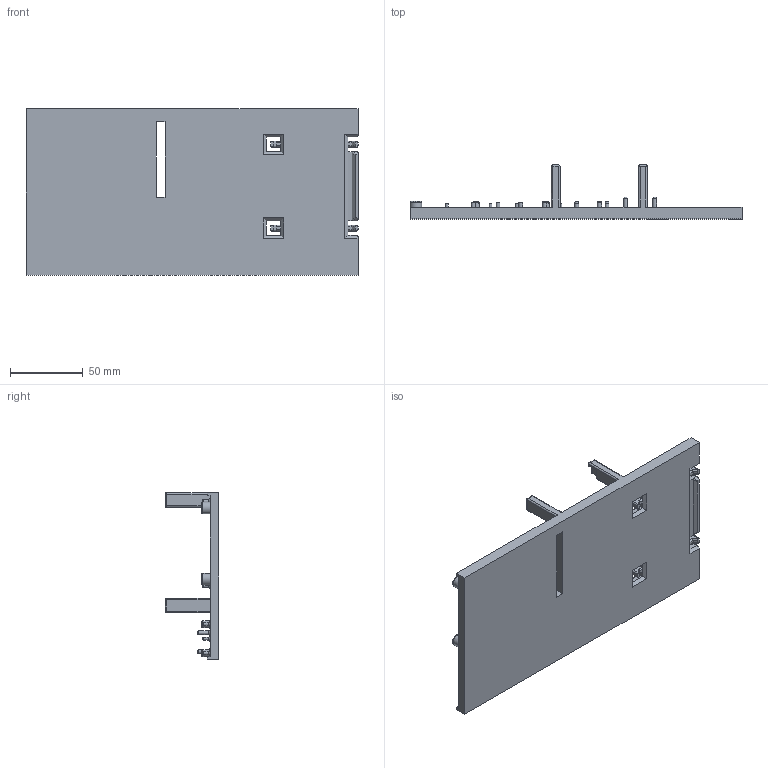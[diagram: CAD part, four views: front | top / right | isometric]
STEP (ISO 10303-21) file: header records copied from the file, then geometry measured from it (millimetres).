
FILE_DESCRIPTION(/* description */ (''),/* implementation_level */ '2;1');
FILE_NAME(/* name */ 'WIO Dev Board Holder B3.step',/* time_stamp */ '2024-03-27T14:00:59-06:00',/* author */ (''),/* organization */ (''),/* preprocessor_version */ 'ST-DEVELOPER v20',/* originating_system */ 'Autodesk Translation Framework v12.20.1.177',/* authorisation */ '');
FILE_SCHEMA (('AUTOMOTIVE_DESIGN { 1 0 10303 214 3 1 1 }'));
Length unit declared in the file: millimetre
Products named in the file (1): WIO Holder
Bounding box: 228 x 37 x 114.6 mm (x, y, z)
Volume: 162804.8 mm3; surface area: 63874.6 mm2
Topology: 1 solids, 1 shells, 308 faces, 772 edges, 494 vertices
Faces by surface type: plane 148, cylinder 106, torus 38, bspline 16
Full cylindrical faces by diameter (mm): 1.9 x6, 2.6 x12, 2.7 x4, 3.1 x2, 4.7 x4, 8 x2
Entity records: 9675 total; most frequent: CARTESIAN_POINT 1991, DIRECTION 1716, ORIENTED_EDGE 1544, EDGE_CURVE 772, AXIS2_PLACEMENT_3D 651, VERTEX_POINT 494, LINE 414, VECTOR 414
